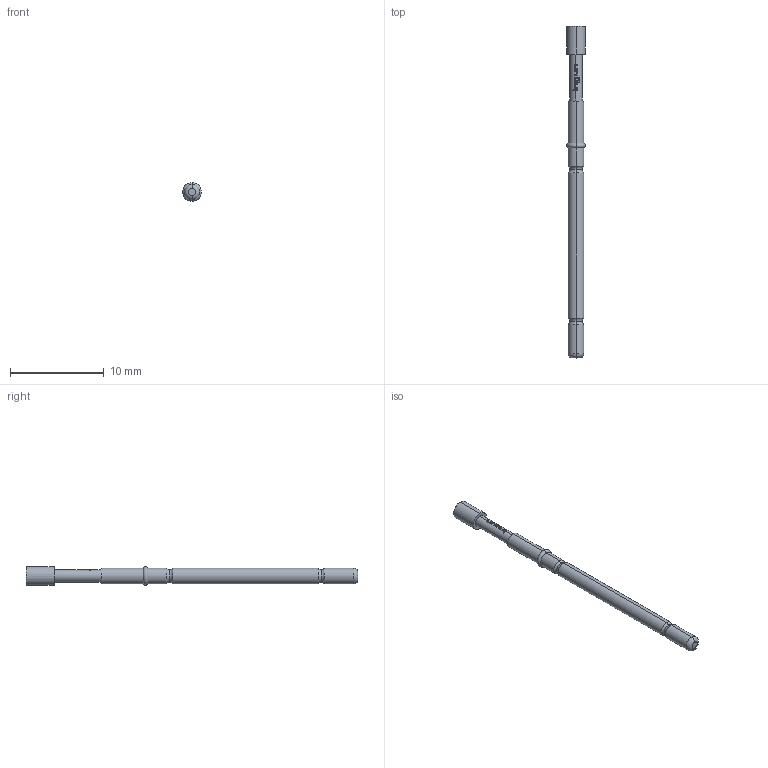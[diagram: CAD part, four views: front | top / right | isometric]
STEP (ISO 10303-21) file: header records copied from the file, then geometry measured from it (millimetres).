
FILE_DESCRIPTION (( 'STEP AP203' ), '1' );
FILE_NAME ('INGUN_GKS-912_303_200_A_xx05.STEP', '2021-10-12T13:28:04', ( 'ochi' ), ( '' ), 'SwSTEP 2.0', 'SolidWorks 2018', '' );
FILE_SCHEMA (( 'CONFIG_CONTROL_DESIGN' ));
Length unit declared in the file: millimetre
Products named in the file (1): INGUN_GKS-912_303_200_A_xx05
Bounding box: 2 x 35.4 x 2 mm (x, y, z)
Volume: 73.2 mm3; surface area: 190.1 mm2
Topology: 1 solids, 1 shells, 113 faces, 304 edges, 195 vertices
Faces by surface type: plane 44, cylinder 31, bspline 22, torus 12, cone 4
Entity records: 4555 total; most frequent: CARTESIAN_POINT 2129, ORIENTED_EDGE 604, DIRECTION 310, EDGE_CURVE 302, B_SPLINE_CURVE_WITH_KNOTS 222, VERTEX_POINT 195, AXIS2_PLACEMENT_3D 138, EDGE_LOOP 117
